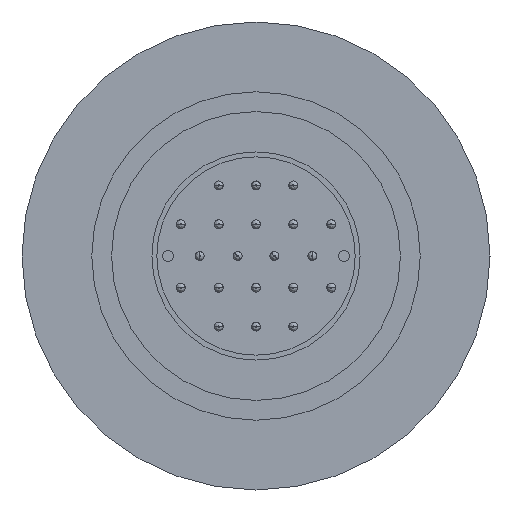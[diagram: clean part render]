
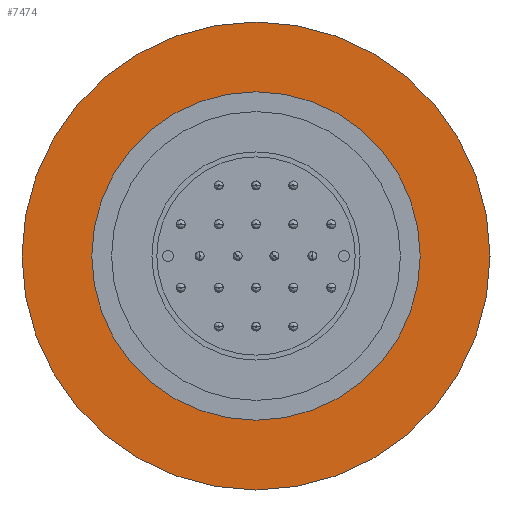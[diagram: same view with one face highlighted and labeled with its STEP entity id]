
A CAD part, front view. The second image highlights one B-rep face of the part: STEP entity #7474.
In plain terms, the highlighted planar face has unit normal (0, -1, 0).
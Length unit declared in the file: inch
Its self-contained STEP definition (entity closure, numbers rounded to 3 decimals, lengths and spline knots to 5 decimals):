
#260 = VERTEX_POINT ( 'NONE', #16107 ) ;
#313 = VERTEX_POINT ( 'NONE', #15831 ) ;
#569 = CARTESIAN_POINT ( 'NONE',  ( 0., -0.87271, 0. ) ) ;
#570 = DIRECTION ( 'NONE',  ( 0., 1., 0. ) ) ;
#571 = DIRECTION ( 'NONE',  ( 0., 0., 1. ) ) ;
#573 = CARTESIAN_POINT ( 'NONE',  ( 0., -0.87271, 0. ) ) ;
#574 = DIRECTION ( 'NONE',  ( 0., -1., 0. ) ) ;
#575 = DIRECTION ( 'NONE',  ( 0., 0., 1. ) ) ;
#1832 = AXIS2_PLACEMENT_3D ( 'NONE', #14616, #14618, #14619 ) ;
#1896 = AXIS2_PLACEMENT_3D ( 'NONE', #17325, #17326, #17327 ) ;
#2074 = CIRCLE ( 'NONE', #1832, 1.035 ) ;
#2277 = CIRCLE ( 'NONE', #1896, 1.475 ) ;
#4729 = ORIENTED_EDGE ( 'NONE', *, *, #9126, .T. ) ;
#4730 = ORIENTED_EDGE ( 'NONE', *, *, #5990, .T. ) ;
#4731 = ORIENTED_EDGE ( 'NONE', *, *, #17786, .T. ) ;
#4732 = ORIENTED_EDGE ( 'NONE', *, *, #5991, .T. ) ;
#5439 = EDGE_LOOP ( 'NONE', ( #4732, #4731 ) ) ;
#5990 = EDGE_CURVE ( 'NONE', #17221, #16989, #6998, .T. ) ;
#5991 = EDGE_CURVE ( 'NONE', #260, #313, #12231, .T. ) ;
#6537 = EDGE_LOOP ( 'NONE', ( #4730, #4729 ) ) ;
#6998 = CIRCLE ( 'NONE', #12265, 1.035 ) ;
#7474 = ADVANCED_FACE ( 'NONE', ( #8099, #8095 ), #9855, .T. ) ;
#8095 = FACE_BOUND ( 'NONE', #6537, .T. ) ;
#8099 = FACE_OUTER_BOUND ( 'NONE', #5439, .T. ) ;
#9126 = EDGE_CURVE ( 'NONE', #16989, #17221, #2074, .T. ) ;
#9848 = CARTESIAN_POINT ( 'NONE',  ( -1.475, -0.87271, 0. ) ) ;
#9855 = PLANE ( 'NONE',  #17521 ) ;
#9857 = DIRECTION ( 'NONE',  ( 0., -1., 0. ) ) ;
#9859 = DIRECTION ( 'NONE',  ( 0., 0., -1. ) ) ;
#12231 = CIRCLE ( 'NONE', #12266, 1.475 ) ;
#12265 = AXIS2_PLACEMENT_3D ( 'NONE', #569, #570, #571 ) ;
#12266 = AXIS2_PLACEMENT_3D ( 'NONE', #573, #574, #575 ) ;
#14616 = CARTESIAN_POINT ( 'NONE',  ( 0., -0.87271, 0. ) ) ;
#14618 = DIRECTION ( 'NONE',  ( 0., 1., 0. ) ) ;
#14619 = DIRECTION ( 'NONE',  ( 0., 0., 1. ) ) ;
#15831 = CARTESIAN_POINT ( 'NONE',  ( 0., -0.87271, -1.475 ) ) ;
#16107 = CARTESIAN_POINT ( 'NONE',  ( 0., -0.87271, 1.475 ) ) ;
#16989 = VERTEX_POINT ( 'NONE', #17136 ) ;
#17136 = CARTESIAN_POINT ( 'NONE',  ( 0., -0.87271, -1.035 ) ) ;
#17211 = CARTESIAN_POINT ( 'NONE',  ( 0., -0.87271, 1.035 ) ) ;
#17221 = VERTEX_POINT ( 'NONE', #17211 ) ;
#17325 = CARTESIAN_POINT ( 'NONE',  ( 0., -0.87271, 0. ) ) ;
#17326 = DIRECTION ( 'NONE',  ( 0., -1., 0. ) ) ;
#17327 = DIRECTION ( 'NONE',  ( 0., 0., 1. ) ) ;
#17521 = AXIS2_PLACEMENT_3D ( 'NONE', #9848, #9857, #9859 ) ;
#17786 = EDGE_CURVE ( 'NONE', #313, #260, #2277, .T. ) ;
